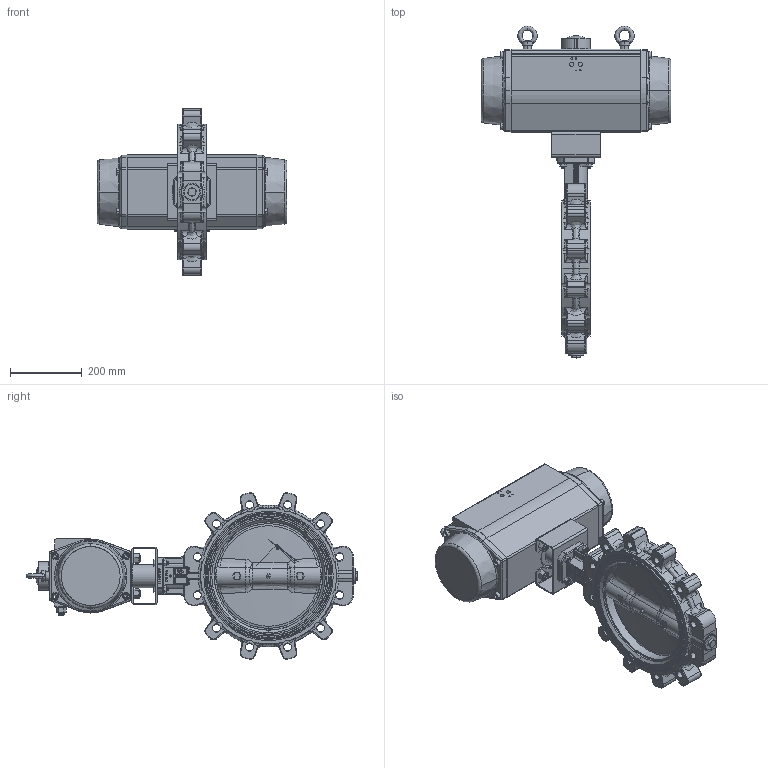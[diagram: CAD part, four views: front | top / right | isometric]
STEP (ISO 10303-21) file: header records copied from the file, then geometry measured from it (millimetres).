
FILE_DESCRIPTION (( 'STEP AP203' ), '1' );
FILE_NAME ('AK02_DN300_pneu._GS.STEP', '2022-11-04T08:27:24', ( '' ), ( '' ), 'SwSTEP 2.0', 'SolidWorks 2021', '' );
FILE_SCHEMA (( 'CONFIG_CONTROL_DESIGN' ));
Products named in the file (1): AK02_DN300_pneu._GS
Bounding box: 528 x 924 x 464.27 mm (x, y, z)
Surface area: 40692348.3 mm2 (no closed solid volume)
Topology: 0 solids, 390 shells, 1609 faces, 5515 edges, 4106 vertices
Faces by surface type: cylinder 483, plane 357, torus 312, bspline 210, cone 209, sphere 38
Entity records: 114348 total; most frequent: CARTESIAN_POINT 70797, DIRECTION 8715, ORIENTED_EDGE 7903, EDGE_CURVE 5311, VERTEX_POINT 4049, AXIS2_PLACEMENT_3D 3466, CIRCLE 2070, LINE 1783
